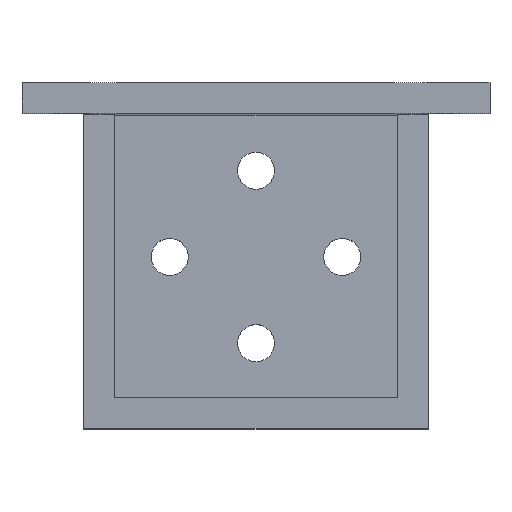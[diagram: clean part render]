
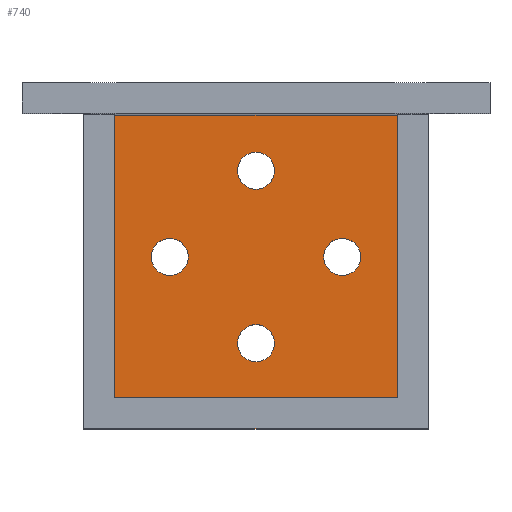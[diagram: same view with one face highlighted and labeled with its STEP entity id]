
A CAD part, top view. The second image highlights one B-rep face of the part: STEP entity #740.
In plain terms, the highlighted planar face has unit normal (0, 0, 1).
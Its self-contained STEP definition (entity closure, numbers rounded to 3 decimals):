
#22=FACE_BOUND('',#93,.T.);
#23=FACE_BOUND('',#94,.T.);
#24=FACE_BOUND('',#95,.T.);
#25=FACE_BOUND('',#96,.T.);
#40=CIRCLE('',#790,1.5);
#41=CIRCLE('',#791,1.5);
#42=CIRCLE('',#792,1.5);
#43=CIRCLE('',#793,1.5);
#57=FACE_OUTER_BOUND('',#92,.T.);
#92=EDGE_LOOP('',(#511,#512,#513,#514,#515,#516,#517,#518,#519,#520,#521,
#522));
#93=EDGE_LOOP('',(#523));
#94=EDGE_LOOP('',(#524));
#95=EDGE_LOOP('',(#525));
#96=EDGE_LOOP('',(#526));
#143=LINE('',#1032,#234);
#151=LINE('',#1047,#242);
#152=LINE('',#1050,#243);
#153=LINE('',#1052,#244);
#154=LINE('',#1054,#245);
#155=LINE('',#1056,#246);
#156=LINE('',#1058,#247);
#157=LINE('',#1060,#248);
#158=LINE('',#1062,#249);
#159=LINE('',#1064,#250);
#160=LINE('',#1065,#251);
#161=LINE('',#1066,#252);
#234=VECTOR('',#840,10.);
#242=VECTOR('',#852,10.);
#243=VECTOR('',#855,10.);
#244=VECTOR('',#856,10.);
#245=VECTOR('',#857,10.);
#246=VECTOR('',#858,10.);
#247=VECTOR('',#859,10.);
#248=VECTOR('',#860,10.);
#249=VECTOR('',#861,10.);
#250=VECTOR('',#862,10.);
#251=VECTOR('',#863,10.);
#252=VECTOR('',#864,10.);
#324=VERTEX_POINT('',#1028);
#326=VERTEX_POINT('',#1031);
#330=VERTEX_POINT('',#1043);
#331=VERTEX_POINT('',#1045);
#332=VERTEX_POINT('',#1049);
#333=VERTEX_POINT('',#1051);
#334=VERTEX_POINT('',#1053);
#335=VERTEX_POINT('',#1055);
#336=VERTEX_POINT('',#1057);
#337=VERTEX_POINT('',#1059);
#338=VERTEX_POINT('',#1061);
#339=VERTEX_POINT('',#1063);
#340=VERTEX_POINT('',#1067);
#341=VERTEX_POINT('',#1069);
#342=VERTEX_POINT('',#1071);
#343=VERTEX_POINT('',#1073);
#395=EDGE_CURVE('',#326,#324,#143,.T.);
#403=EDGE_CURVE('',#331,#330,#151,.T.);
#404=EDGE_CURVE('',#332,#324,#152,.T.);
#405=EDGE_CURVE('',#333,#332,#153,.T.);
#406=EDGE_CURVE('',#334,#333,#154,.T.);
#407=EDGE_CURVE('',#335,#334,#155,.T.);
#408=EDGE_CURVE('',#335,#336,#156,.T.);
#409=EDGE_CURVE('',#337,#336,#157,.T.);
#410=EDGE_CURVE('',#338,#337,#158,.T.);
#411=EDGE_CURVE('',#339,#338,#159,.T.);
#412=EDGE_CURVE('',#330,#339,#160,.T.);
#413=EDGE_CURVE('',#326,#331,#161,.T.);
#414=EDGE_CURVE('',#340,#340,#40,.T.);
#415=EDGE_CURVE('',#341,#341,#41,.T.);
#416=EDGE_CURVE('',#342,#342,#42,.T.);
#417=EDGE_CURVE('',#343,#343,#43,.T.);
#511=ORIENTED_EDGE('',*,*,#404,.F.);
#512=ORIENTED_EDGE('',*,*,#405,.F.);
#513=ORIENTED_EDGE('',*,*,#406,.F.);
#514=ORIENTED_EDGE('',*,*,#407,.F.);
#515=ORIENTED_EDGE('',*,*,#408,.T.);
#516=ORIENTED_EDGE('',*,*,#409,.F.);
#517=ORIENTED_EDGE('',*,*,#410,.F.);
#518=ORIENTED_EDGE('',*,*,#411,.F.);
#519=ORIENTED_EDGE('',*,*,#412,.F.);
#520=ORIENTED_EDGE('',*,*,#403,.F.);
#521=ORIENTED_EDGE('',*,*,#413,.F.);
#522=ORIENTED_EDGE('',*,*,#395,.T.);
#523=ORIENTED_EDGE('',*,*,#414,.F.);
#524=ORIENTED_EDGE('',*,*,#415,.F.);
#525=ORIENTED_EDGE('',*,*,#416,.F.);
#526=ORIENTED_EDGE('',*,*,#417,.F.);
#712=PLANE('',#789);
#740=ADVANCED_FACE('',(#57,#22,#23,#24,#25),#712,.F.);
#789=AXIS2_PLACEMENT_3D('',#1048,#853,#854);
#790=AXIS2_PLACEMENT_3D('',#1068,#865,#866);
#791=AXIS2_PLACEMENT_3D('',#1070,#867,#868);
#792=AXIS2_PLACEMENT_3D('',#1072,#869,#870);
#793=AXIS2_PLACEMENT_3D('',#1074,#871,#872);
#840=DIRECTION('',(0.,1.,0.));
#852=DIRECTION('',(0.,1.,0.));
#853=DIRECTION('center_axis',(0.,0.,-1.));
#854=DIRECTION('ref_axis',(-1.,0.,0.));
#855=DIRECTION('',(-1.,0.,0.));
#856=DIRECTION('',(0.,-1.,0.));
#857=DIRECTION('',(-1.,0.,0.));
#858=DIRECTION('',(0.,-1.,0.));
#859=DIRECTION('',(-1.,0.,0.));
#860=DIRECTION('',(0.,1.,0.));
#861=DIRECTION('',(-1.,0.,0.));
#862=DIRECTION('',(0.,1.,0.));
#863=DIRECTION('',(-1.,0.,0.));
#864=DIRECTION('',(-1.,0.,0.));
#865=DIRECTION('center_axis',(0.,0.,1.));
#866=DIRECTION('ref_axis',(-1.,0.,0.));
#867=DIRECTION('center_axis',(0.,0.,1.));
#868=DIRECTION('ref_axis',(-1.,0.,0.));
#869=DIRECTION('center_axis',(0.,0.,1.));
#870=DIRECTION('ref_axis',(-1.,0.,0.));
#871=DIRECTION('center_axis',(0.,0.,1.));
#872=DIRECTION('ref_axis',(-1.,0.,0.));
#1028=CARTESIAN_POINT('',(11.,-11.5,5.));
#1031=CARTESIAN_POINT('',(11.,-14.,5.));
#1032=CARTESIAN_POINT('',(11.,-14.,5.));
#1043=CARTESIAN_POINT('',(-11.,-11.5,5.));
#1045=CARTESIAN_POINT('',(-11.,-14.,5.));
#1047=CARTESIAN_POINT('',(-11.,-14.,5.));
#1048=CARTESIAN_POINT('Origin',(0.,0.,5.));
#1049=CARTESIAN_POINT('',(11.5,-11.5,5.));
#1050=CARTESIAN_POINT('',(-11.5,-11.5,5.));
#1051=CARTESIAN_POINT('',(11.5,-11.,5.));
#1052=CARTESIAN_POINT('',(11.5,-11.5,5.));
#1053=CARTESIAN_POINT('',(14.,-11.,5.));
#1054=CARTESIAN_POINT('',(14.,-11.,5.));
#1055=CARTESIAN_POINT('',(14.,11.5,5.));
#1056=CARTESIAN_POINT('',(14.,-1.25,5.));
#1057=CARTESIAN_POINT('',(-14.,11.5,5.));
#1058=CARTESIAN_POINT('',(14.,11.5,5.));
#1059=CARTESIAN_POINT('',(-14.,-11.,5.));
#1060=CARTESIAN_POINT('',(-14.,12.75,5.));
#1061=CARTESIAN_POINT('',(-11.5,-11.,5.));
#1062=CARTESIAN_POINT('',(14.,-11.,5.));
#1063=CARTESIAN_POINT('',(-11.5,-11.5,5.));
#1064=CARTESIAN_POINT('',(-11.5,11.5,5.));
#1065=CARTESIAN_POINT('',(-11.5,-11.5,5.));
#1066=CARTESIAN_POINT('',(-1.5,-14.,5.));
#1067=CARTESIAN_POINT('',(1.5,-7.,5.));
#1068=CARTESIAN_POINT('Origin',(0.,-7.,5.));
#1069=CARTESIAN_POINT('',(1.5,7.,5.));
#1070=CARTESIAN_POINT('Origin',(0.,7.,5.));
#1071=CARTESIAN_POINT('',(8.5,0.,5.));
#1072=CARTESIAN_POINT('Origin',(7.,0.,5.));
#1073=CARTESIAN_POINT('',(-5.5,0.,5.));
#1074=CARTESIAN_POINT('Origin',(-7.,0.,5.));
